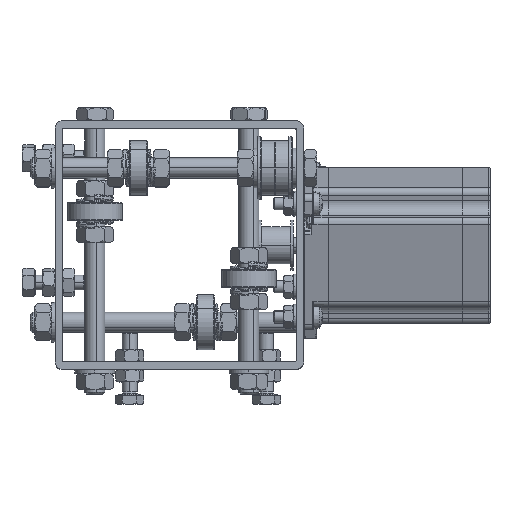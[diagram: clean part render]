
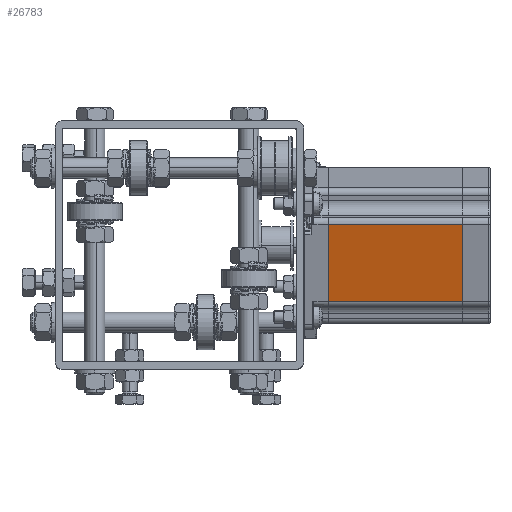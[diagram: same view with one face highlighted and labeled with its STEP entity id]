
A CAD part, top view. The second image highlights one B-rep face of the part: STEP entity #26783.
In plain terms, the highlighted face is planar.
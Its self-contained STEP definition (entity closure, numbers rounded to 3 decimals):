
#1352 = FACE_OUTER_BOUND ( 'NONE', #10648, .T. ) ;
#1575 = EDGE_CURVE ( 'NONE', #6881, #13432, #14591, .T. ) ;
#1990 = EDGE_CURVE ( 'NONE', #6881, #27474, #26281, .T. ) ;
#6142 = PLANE ( 'NONE',  #11057 ) ;
#6881 = VERTEX_POINT ( 'NONE', #33077 ) ;
#7634 = VECTOR ( 'NONE', #34779, 1000. ) ;
#7637 = LINE ( 'NONE', #11708, #11115 ) ;
#7699 = VECTOR ( 'NONE', #28298, 1000. ) ;
#7927 = ORIENTED_EDGE ( 'NONE', *, *, #29060, .F. ) ;
#9935 = CARTESIAN_POINT ( 'NONE',  ( -28.2, 16.05, 64. ) ) ;
#10648 = EDGE_LOOP ( 'NONE', ( #20971, #7927, #28517, #22430 ) ) ;
#10976 = VERTEX_POINT ( 'NONE', #25166 ) ;
#11057 = AXIS2_PLACEMENT_3D ( 'NONE', #25589, #31471, #11874 ) ;
#11115 = VECTOR ( 'NONE', #31174, 1000. ) ;
#11708 = CARTESIAN_POINT ( 'NONE',  ( -28.2, -16.05, 64. ) ) ;
#11715 = CARTESIAN_POINT ( 'NONE',  ( -28.2, 16.05, 10. ) ) ;
#11874 = DIRECTION ( 'NONE',  ( 0., 0., -1. ) ) ;
#13122 = DIRECTION ( 'NONE',  ( 0., 0., -1. ) ) ;
#13432 = VERTEX_POINT ( 'NONE', #19631 ) ;
#14591 = LINE ( 'NONE', #9935, #7634 ) ;
#19631 = CARTESIAN_POINT ( 'NONE',  ( -28.2, -16.05, 64. ) ) ;
#19823 = CARTESIAN_POINT ( 'NONE',  ( -28.2, 16.05, 10. ) ) ;
#20971 = ORIENTED_EDGE ( 'NONE', *, *, #22770, .T. ) ;
#22430 = ORIENTED_EDGE ( 'NONE', *, *, #1990, .T. ) ;
#22770 = EDGE_CURVE ( 'NONE', #27474, #10976, #30784, .T. ) ;
#25166 = CARTESIAN_POINT ( 'NONE',  ( -28.2, -16.05, 10. ) ) ;
#25589 = CARTESIAN_POINT ( 'NONE',  ( -28.2, 16.05, 64. ) ) ;
#26281 = LINE ( 'NONE', #34948, #31101 ) ;
#26783 = ADVANCED_FACE ( 'NONE', ( #1352 ), #6142, .F. ) ;
#27474 = VERTEX_POINT ( 'NONE', #11715 ) ;
#28298 = DIRECTION ( 'NONE',  ( 0., -1., 0. ) ) ;
#28517 = ORIENTED_EDGE ( 'NONE', *, *, #1575, .F. ) ;
#29060 = EDGE_CURVE ( 'NONE', #13432, #10976, #7637, .T. ) ;
#30784 = LINE ( 'NONE', #19823, #7699 ) ;
#31101 = VECTOR ( 'NONE', #13122, 1000. ) ;
#31174 = DIRECTION ( 'NONE',  ( 0., 0., -1. ) ) ;
#31471 = DIRECTION ( 'NONE',  ( 1., 0., 0. ) ) ;
#33077 = CARTESIAN_POINT ( 'NONE',  ( -28.2, 16.05, 64. ) ) ;
#34779 = DIRECTION ( 'NONE',  ( 0., -1., 0. ) ) ;
#34948 = CARTESIAN_POINT ( 'NONE',  ( -28.2, 16.05, 64. ) ) ;
